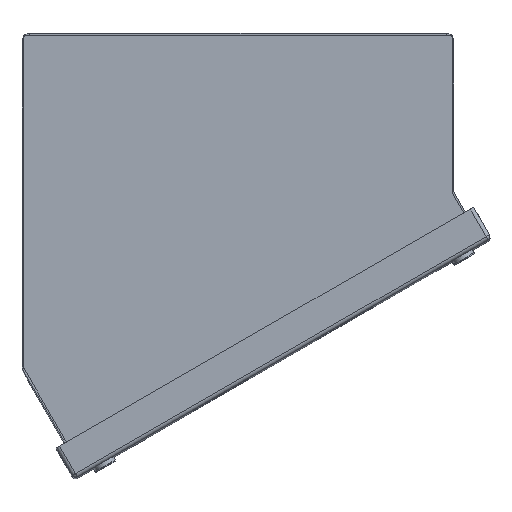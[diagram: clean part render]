
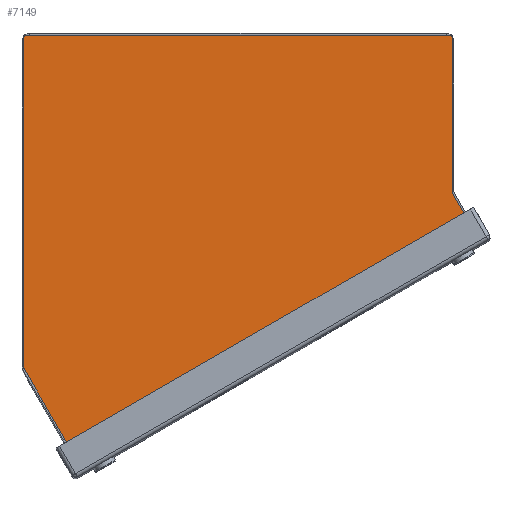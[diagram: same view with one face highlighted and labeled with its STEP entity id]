
A CAD part, top view. The second image highlights one B-rep face of the part: STEP entity #7149.
In plain terms, the highlighted planar face has unit normal (0, 0, 1).
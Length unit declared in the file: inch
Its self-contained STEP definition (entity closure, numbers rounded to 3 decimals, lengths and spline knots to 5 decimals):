
#597 = VECTOR ( 'NONE', #9783, 39.37008 ) ;
#794 = AXIS2_PLACEMENT_3D ( 'NONE', #20089, #4487, #25768 ) ;
#1690 = VERTEX_POINT ( 'NONE', #21206 ) ;
#1865 = CARTESIAN_POINT ( 'NONE',  ( -2.5151, -4.22211, 6.5 ) ) ;
#2678 = CARTESIAN_POINT ( 'NONE',  ( 3.71587, -0.62465, 6.5 ) ) ;
#2822 = CARTESIAN_POINT ( 'NONE',  ( 3.32003, 2.47002, 6.5 ) ) ;
#2835 = LINE ( 'NONE', #13577, #24120 ) ;
#3047 = AXIS2_PLACEMENT_3D ( 'NONE', #31802, #30180, #16241 ) ;
#3138 = DIRECTION ( 'NONE',  ( -1., 0., 0. ) ) ;
#3632 = DIRECTION ( 'NONE',  ( 0., 0., -1. ) ) ;
#3678 = VERTEX_POINT ( 'NONE', #27503 ) ;
#3707 = EDGE_CURVE ( 'NONE', #24396, #3678, #30181, .T. ) ;
#3949 = CARTESIAN_POINT ( 'NONE',  ( 3.36003, 2.43002, 6.5 ) ) ;
#4487 = DIRECTION ( 'NONE',  ( 0., 0., 1. ) ) ;
#4493 = LINE ( 'NONE', #26108, #31103 ) ;
#4569 = EDGE_LOOP ( 'NONE', ( #12487, #10526, #30448, #15655, #20815, #21997, #20512, #13073, #22902, #5305 ) ) ;
#4773 = AXIS2_PLACEMENT_3D ( 'NONE', #16806, #3632, #17481 ) ;
#5090 = CARTESIAN_POINT ( 'NONE',  ( -3.35461, -2.76803, 6.5 ) ) ;
#5305 = ORIENTED_EDGE ( 'NONE', *, *, #31599, .T. ) ;
#7149 = ADVANCED_FACE ( 'NONE', ( #12324 ), #16967, .T. ) ;
#7962 = DIRECTION ( 'NONE',  ( 0., 0., 1. ) ) ;
#9124 = EDGE_CURVE ( 'NONE', #10684, #12128, #26733, .T. ) ;
#9783 = DIRECTION ( 'NONE',  ( 0.866, 0.5, 0. ) ) ;
#9948 = CARTESIAN_POINT ( 'NONE',  ( -2.5151, -4.22211, 6.5 ) ) ;
#10526 = ORIENTED_EDGE ( 'NONE', *, *, #28116, .F. ) ;
#10684 = VERTEX_POINT ( 'NONE', #3949 ) ;
#12128 = VERTEX_POINT ( 'NONE', #33296 ) ;
#12284 = LINE ( 'NONE', #23124, #32279 ) ;
#12324 = FACE_OUTER_BOUND ( 'NONE', #4569, .T. ) ;
#12487 = ORIENTED_EDGE ( 'NONE', *, *, #30495, .T. ) ;
#12512 = VERTEX_POINT ( 'NONE', #17193 ) ;
#12531 = CARTESIAN_POINT ( 'NONE',  ( 3.36539, -0.0176, 6.5 ) ) ;
#12896 = LINE ( 'NONE', #9948, #597 ) ;
#13073 = ORIENTED_EDGE ( 'NONE', *, *, #9124, .T. ) ;
#13374 = CARTESIAN_POINT ( 'NONE',  ( -3.31997, 2.43002, 6.5 ) ) ;
#13577 = CARTESIAN_POINT ( 'NONE',  ( -3.35997, 2.43002, 6.5 ) ) ;
#14564 = CARTESIAN_POINT ( 'NONE',  ( 3.32003, 2.43002, 6.5 ) ) ;
#15100 = EDGE_CURVE ( 'NONE', #17549, #16668, #12896, .T. ) ;
#15655 = ORIENTED_EDGE ( 'NONE', *, *, #15100, .T. ) ;
#16241 = DIRECTION ( 'NONE',  ( 1., 0., 0. ) ) ;
#16330 = DIRECTION ( 'NONE',  ( 0., -1., 0. ) ) ;
#16449 = EDGE_CURVE ( 'NONE', #3678, #10684, #27165, .T. ) ;
#16668 = VERTEX_POINT ( 'NONE', #2678 ) ;
#16806 = CARTESIAN_POINT ( 'NONE',  ( 3.40003, 0.0024, 6.5 ) ) ;
#16967 = PLANE ( 'NONE',  #23264 ) ;
#17193 = CARTESIAN_POINT ( 'NONE',  ( -3.35997, 2.43002, 6.5 ) ) ;
#17481 = DIRECTION ( 'NONE',  ( 1., 0., 0. ) ) ;
#17549 = VERTEX_POINT ( 'NONE', #1865 ) ;
#17597 = EDGE_CURVE ( 'NONE', #16668, #24396, #12284, .T. ) ;
#17973 = CIRCLE ( 'NONE', #3047, 0.04 ) ;
#18226 = EDGE_CURVE ( 'NONE', #26112, #17549, #4493, .T. ) ;
#19335 = VERTEX_POINT ( 'NONE', #20257 ) ;
#20089 = CARTESIAN_POINT ( 'NONE',  ( 3.32003, 2.43002, 6.5 ) ) ;
#20257 = CARTESIAN_POINT ( 'NONE',  ( -3.31997, 2.47002, 6.5 ) ) ;
#20512 = ORIENTED_EDGE ( 'NONE', *, *, #16449, .T. ) ;
#20602 = DIRECTION ( 'NONE',  ( 0.5, -0.866, 0. ) ) ;
#20815 = ORIENTED_EDGE ( 'NONE', *, *, #17597, .T. ) ;
#20856 = AXIS2_PLACEMENT_3D ( 'NONE', #13374, #7962, #31510 ) ;
#21206 = CARTESIAN_POINT ( 'NONE',  ( -3.35997, -2.74803, 6.5 ) ) ;
#21997 = ORIENTED_EDGE ( 'NONE', *, *, #3707, .T. ) ;
#22451 = EDGE_CURVE ( 'NONE', #12128, #19335, #24412, .T. ) ;
#22654 = VECTOR ( 'NONE', #3138, 39.37008 ) ;
#22902 = ORIENTED_EDGE ( 'NONE', *, *, #22451, .T. ) ;
#23124 = CARTESIAN_POINT ( 'NONE',  ( 3.71587, -0.62465, 6.5 ) ) ;
#23264 = AXIS2_PLACEMENT_3D ( 'NONE', #14564, #25248, #32699 ) ;
#24120 = VECTOR ( 'NONE', #16330, 39.37008 ) ;
#24396 = VERTEX_POINT ( 'NONE', #12531 ) ;
#24412 = LINE ( 'NONE', #2822, #22654 ) ;
#25248 = DIRECTION ( 'NONE',  ( 0., 0., 1. ) ) ;
#25768 = DIRECTION ( 'NONE',  ( 1., 0., 0. ) ) ;
#26108 = CARTESIAN_POINT ( 'NONE',  ( -3.35461, -2.76803, 6.5 ) ) ;
#26112 = VERTEX_POINT ( 'NONE', #5090 ) ;
#26733 = CIRCLE ( 'NONE', #794, 0.04 ) ;
#27165 = LINE ( 'NONE', #32348, #27816 ) ;
#27503 = CARTESIAN_POINT ( 'NONE',  ( 3.36003, 0.0024, 6.5 ) ) ;
#27816 = VECTOR ( 'NONE', #32179, 39.37008 ) ;
#28116 = EDGE_CURVE ( 'NONE', #26112, #1690, #17973, .T. ) ;
#29664 = CIRCLE ( 'NONE', #20856, 0.04 ) ;
#30180 = DIRECTION ( 'NONE',  ( 0., 0., -1. ) ) ;
#30181 = CIRCLE ( 'NONE', #4773, 0.04 ) ;
#30448 = ORIENTED_EDGE ( 'NONE', *, *, #18226, .T. ) ;
#30495 = EDGE_CURVE ( 'NONE', #12512, #1690, #2835, .T. ) ;
#31103 = VECTOR ( 'NONE', #20602, 39.37008 ) ;
#31510 = DIRECTION ( 'NONE',  ( 1., 0., 0. ) ) ;
#31599 = EDGE_CURVE ( 'NONE', #19335, #12512, #29664, .T. ) ;
#31802 = CARTESIAN_POINT ( 'NONE',  ( -3.31997, -2.74803, 6.5 ) ) ;
#32179 = DIRECTION ( 'NONE',  ( 0., 1., 0. ) ) ;
#32279 = VECTOR ( 'NONE', #33506, 39.37008 ) ;
#32348 = CARTESIAN_POINT ( 'NONE',  ( 3.36003, 2.43002, 6.5 ) ) ;
#32699 = DIRECTION ( 'NONE',  ( 1., 0., 0. ) ) ;
#33296 = CARTESIAN_POINT ( 'NONE',  ( 3.32003, 2.47002, 6.5 ) ) ;
#33506 = DIRECTION ( 'NONE',  ( -0.5, 0.866, 0. ) ) ;
